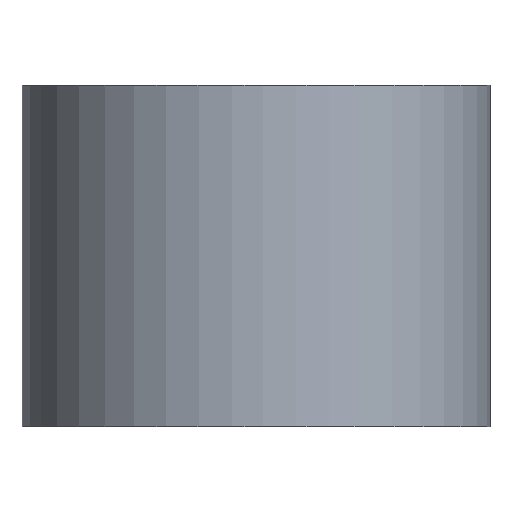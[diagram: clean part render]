
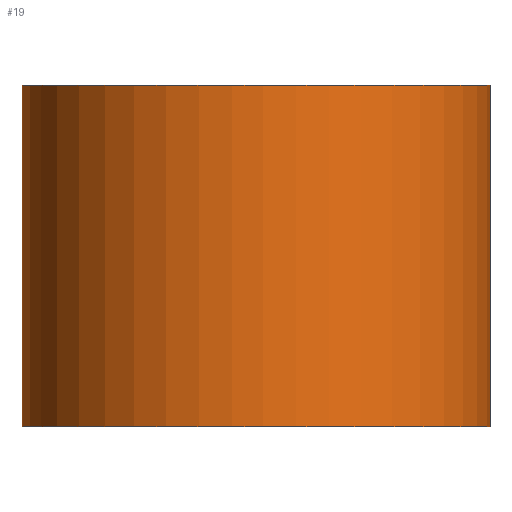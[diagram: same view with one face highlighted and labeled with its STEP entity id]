
A CAD part, front view. The second image highlights one B-rep face of the part: STEP entity #19.
In plain terms, the highlighted cylindrical face has radius 9.6 mm (diameter 19.2 mm), a full revolution.
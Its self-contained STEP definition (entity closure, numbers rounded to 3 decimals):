
#19=ADVANCED_FACE('',(#30),#148,.T.);
#30=FACE_OUTER_BOUND('',#41,.T.);
#41=EDGE_LOOP('',(#67,#68,#69,#70,#71,#72,#73,#74));
#67=ORIENTED_EDGE('',*,*,#102,.F.);
#68=ORIENTED_EDGE('',*,*,#90,.T.);
#69=ORIENTED_EDGE('',*,*,#88,.F.);
#70=ORIENTED_EDGE('',*,*,#104,.F.);
#71=ORIENTED_EDGE('',*,*,#87,.T.);
#72=ORIENTED_EDGE('',*,*,#104,.T.);
#73=ORIENTED_EDGE('',*,*,#96,.F.);
#74=ORIENTED_EDGE('',*,*,#91,.T.);
#87=EDGE_CURVE('',#129,#129,#116,.T.);
#88=EDGE_CURVE('',#130,#132,#117,.T.);
#90=EDGE_CURVE('',#136,#132,#108,.T.);
#91=EDGE_CURVE('',#133,#137,#109,.T.);
#96=EDGE_CURVE('',#133,#130,#119,.T.);
#102=EDGE_CURVE('',#136,#137,#123,.T.);
#104=EDGE_CURVE('',#129,#130,#125,.T.);
#108=B_SPLINE_CURVE_WITH_KNOTS('',1,(#302,#303),.UNSPECIFIED.,.F.,.F.,(2,
2),(0.,11.369),.UNSPECIFIED.);
#109=B_SPLINE_CURVE_WITH_KNOTS('',1,(#304,#305),.UNSPECIFIED.,.F.,.F.,(2,
2),(-11.369,0.),.UNSPECIFIED.);
#116=(
BOUNDED_CURVE()
B_SPLINE_CURVE(2,(#283,#284,#285,#286,#287,#288,#289,#290,#291),
 .UNSPECIFIED.,.T.,.F.)
B_SPLINE_CURVE_WITH_KNOTS((3,2,2,2,3),(0.,15.08,30.159,
45.239,60.319),.UNSPECIFIED.)
CURVE()
GEOMETRIC_REPRESENTATION_ITEM()
RATIONAL_B_SPLINE_CURVE((1.,0.707,1.,0.707,1.,0.707,
1.,0.707,1.))
REPRESENTATION_ITEM('')
);
#117=(
BOUNDED_CURVE()
B_SPLINE_CURVE(2,(#292,#293,#294,#295,#296,#297,#298),.UNSPECIFIED.,.F.,
 .F.)
B_SPLINE_CURVE_WITH_KNOTS((3,2,2,3),(0.,15.08,30.159,
36.66),.UNSPECIFIED.)
CURVE()
GEOMETRIC_REPRESENTATION_ITEM()
RATIONAL_B_SPLINE_CURVE((1.,0.707,1.,0.707,1.,0.944,
1.))
REPRESENTATION_ITEM('')
);
#119=(
BOUNDED_CURVE()
B_SPLINE_CURVE(2,(#314,#315,#316),.UNSPECIFIED.,.F.,.F.)
B_SPLINE_CURVE_WITH_KNOTS((3,3),(53.768,60.319),
 .UNSPECIFIED.)
CURVE()
GEOMETRIC_REPRESENTATION_ITEM()
RATIONAL_B_SPLINE_CURVE((1.,0.943,1.))
REPRESENTATION_ITEM('')
);
#123=(
BOUNDED_CURVE()
B_SPLINE_CURVE(2,(#340,#341,#342,#343,#344),.UNSPECIFIED.,.F.,.F.)
B_SPLINE_CURVE_WITH_KNOTS((3,2,3),(36.66,45.239,53.768),
 .UNSPECIFIED.)
CURVE()
GEOMETRIC_REPRESENTATION_ITEM()
RATIONAL_B_SPLINE_CURVE((1.,0.901,1.,0.902,1.))
REPRESENTATION_ITEM('')
);
#125=(
BOUNDED_CURVE()
B_SPLINE_CURVE(1,(#347,#348,#349),.UNSPECIFIED.,.F.,.F.)
B_SPLINE_CURVE_WITH_KNOTS((2,1,2),(0.,1.368,14.),
 .UNSPECIFIED.)
CURVE()
GEOMETRIC_REPRESENTATION_ITEM()
RATIONAL_B_SPLINE_CURVE((1.,1.,1.))
REPRESENTATION_ITEM('')
);
#129=VERTEX_POINT('',#269);
#130=VERTEX_POINT('',#270);
#132=VERTEX_POINT('',#272);
#133=VERTEX_POINT('',#273);
#136=VERTEX_POINT('',#276);
#137=VERTEX_POINT('',#277);
#148=CYLINDRICAL_SURFACE('',#239,9.6);
#239=AXIS2_PLACEMENT_3D('',#261,#250,$);
#250=DIRECTION('',(0.,0.,-1.));
#261=CARTESIAN_POINT('',(0.,-8.407,-5.929));
#269=CARTESIAN_POINT('',(9.6,-8.433,1.071));
#270=CARTESIAN_POINT('',(9.6,-8.433,-12.929));
#272=CARTESIAN_POINT('',(-7.5,-2.415,-12.929));
#273=CARTESIAN_POINT('',(7.5,-2.415,-12.929));
#276=CARTESIAN_POINT('',(-7.5,-2.415,-0.297));
#277=CARTESIAN_POINT('',(7.5,-2.415,-0.297));
#283=CARTESIAN_POINT('',(9.6,-8.433,1.071));
#284=CARTESIAN_POINT('',(9.574,-18.033,1.071));
#285=CARTESIAN_POINT('',(-0.026,-18.007,1.071));
#286=CARTESIAN_POINT('',(-9.626,-17.981,1.071));
#287=CARTESIAN_POINT('',(-9.6,-8.381,1.071));
#288=CARTESIAN_POINT('',(-9.574,1.219,1.071));
#289=CARTESIAN_POINT('',(0.026,1.193,1.071));
#290=CARTESIAN_POINT('',(9.626,1.167,1.071));
#291=CARTESIAN_POINT('',(9.6,-8.433,1.071));
#292=CARTESIAN_POINT('',(9.6,-8.433,-12.929));
#293=CARTESIAN_POINT('',(9.574,-18.033,-12.929));
#294=CARTESIAN_POINT('',(-0.026,-18.007,-12.929));
#295=CARTESIAN_POINT('',(-9.626,-17.981,-12.929));
#296=CARTESIAN_POINT('',(-9.6,-8.381,-12.929));
#297=CARTESIAN_POINT('',(-9.591,-5.031,-12.929));
#298=CARTESIAN_POINT('',(-7.5,-2.415,-12.929));
#302=CARTESIAN_POINT('',(-7.5,-2.415,-0.297));
#303=CARTESIAN_POINT('',(-7.5,-2.415,-12.929));
#304=CARTESIAN_POINT('',(7.5,-2.415,-12.929));
#305=CARTESIAN_POINT('',(7.5,-2.415,-0.297));
#314=CARTESIAN_POINT('',(7.5,-2.415,-12.929));
#315=CARTESIAN_POINT('',(9.609,-5.054,-12.929));
#316=CARTESIAN_POINT('',(9.6,-8.433,-12.929));
#340=CARTESIAN_POINT('',(-7.5,-2.415,-0.297));
#341=CARTESIAN_POINT('',(-4.608,1.205,-0.297));
#342=CARTESIAN_POINT('',(0.026,1.193,-0.297));
#343=CARTESIAN_POINT('',(4.628,1.18,-0.297));
#344=CARTESIAN_POINT('',(7.5,-2.415,-0.297));
#347=CARTESIAN_POINT('',(9.6,-8.433,1.071));
#348=CARTESIAN_POINT('',(9.6,-8.433,-0.297));
#349=CARTESIAN_POINT('',(9.6,-8.433,-12.929));
